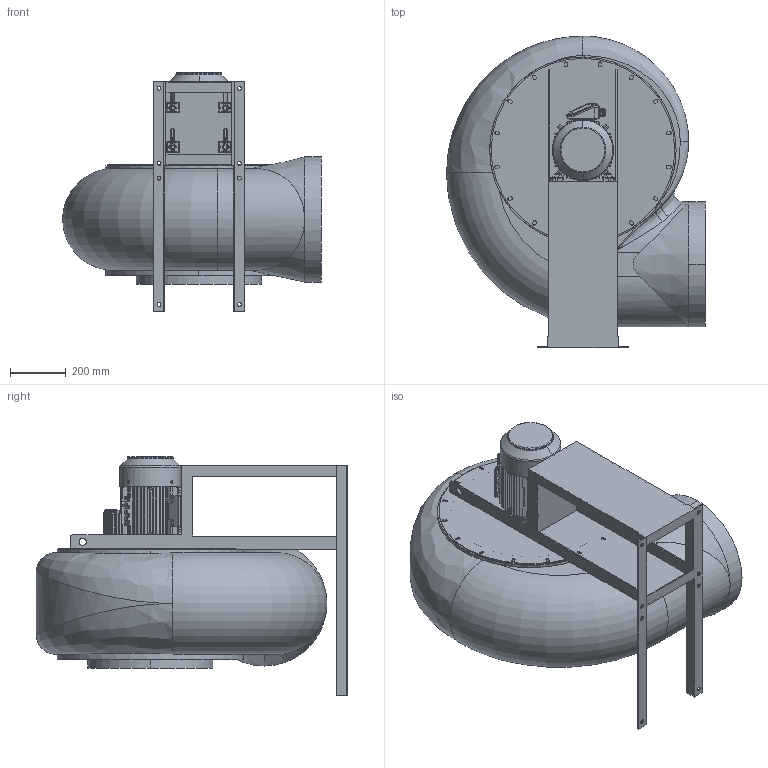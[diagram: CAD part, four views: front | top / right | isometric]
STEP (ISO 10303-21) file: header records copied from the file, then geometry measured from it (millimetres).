
FILE_DESCRIPTION (( 'STEP AP203' ), '1' );
FILE_NAME ('PR-AC 560 LG270.STEP', '2022-07-22T13:40:50', ( '' ), ( '' ), 'SwSTEP 2.0', 'SolidWorks 2022', '' );
FILE_SCHEMA (( 'CONFIG_CONTROL_DESIGN' ));
Length unit declared in the file: millimetre
Products named in the file (5): Coclea PR56LG_0_mir.stp; supppr0564-112_0_0_mir.stp; TA112 B3_0_0_mir.stp; PR-AC 560 LG270; PR564 LG 270.stp
Assembly tree (4 placements, depth 3):
  PR-AC 560 LG270
    PR564 LG 270.stp
      supppr0564-112_0_0_mir.stp
      TA112 B3_0_0_mir.stp
      Coclea PR56LG_0_mir.stp
Bounding box: 930.03 x 1120 x 858.43 mm (x, y, z)
Volume: 288756517.2 mm3; surface area: 5271083.2 mm2
Topology: 3 solids, 3 shells, 3428 faces, 9318 edges, 5925 vertices
Faces by surface type: plane 1795, cylinder 838, bspline 278, cone 264, torus 133, sphere 120
Entity records: 130048 total; most frequent: CARTESIAN_POINT 45994, ORIENTED_EDGE 18420, DIRECTION 16088, EDGE_CURVE 9210, VERTEX_POINT 5881, LINE 5386, VECTOR 5386, AXIS2_PLACEMENT_3D 5351
